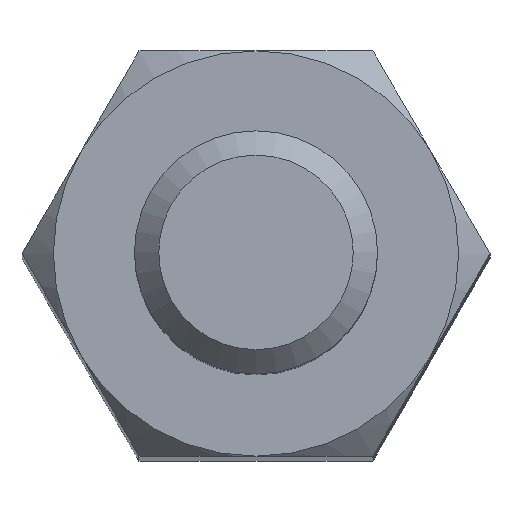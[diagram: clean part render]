
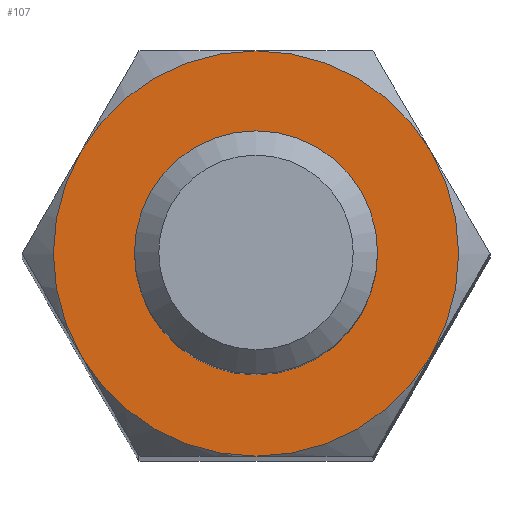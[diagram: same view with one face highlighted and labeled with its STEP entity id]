
A CAD part, top view. The second image highlights one B-rep face of the part: STEP entity #107.
In plain terms, the highlighted planar face has unit normal (0, 0, 1).
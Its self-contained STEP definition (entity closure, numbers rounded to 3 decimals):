
#107 = ADVANCED_FACE( '', ( #221, #222 ), #223, .T. );
#221 = FACE_BOUND( '', #333, .T. );
#222 = FACE_OUTER_BOUND( '', #334, .T. );
#223 = PLANE( '', #335 );
#333 = EDGE_LOOP( '', ( #535 ) );
#334 = EDGE_LOOP( '', ( #536, #537, #538, #539, #540, #541 ) );
#335 = AXIS2_PLACEMENT_3D( '', #542, #543, #544 );
#535 = ORIENTED_EDGE( '', *, *, #648, .T. );
#536 = ORIENTED_EDGE( '', *, *, #585, .F. );
#537 = ORIENTED_EDGE( '', *, *, #660, .F. );
#538 = ORIENTED_EDGE( '', *, *, #640, .F. );
#539 = ORIENTED_EDGE( '', *, *, #601, .T. );
#540 = ORIENTED_EDGE( '', *, *, #635, .F. );
#541 = ORIENTED_EDGE( '', *, *, #617, .F. );
#542 = CARTESIAN_POINT( '', ( 0., 0., 0. ) );
#543 = DIRECTION( '', ( 0., 0., 1. ) );
#544 = DIRECTION( '', ( 1., 0., 0. ) );
#585 = EDGE_CURVE( '', #671, #668, #673, .F. );
#601 = EDGE_CURVE( '', #694, #697, #699, .T. );
#617 = EDGE_CURVE( '', #668, #719, #723, .F. );
#635 = EDGE_CURVE( '', #719, #697, #747, .F. );
#640 = EDGE_CURVE( '', #694, #754, #755, .F. );
#648 = EDGE_CURVE( '', #764, #764, #765, .F. );
#660 = EDGE_CURVE( '', #754, #671, #778, .F. );
#668 = VERTEX_POINT( '', #787 );
#671 = VERTEX_POINT( '', #795 );
#673 = CIRCLE( '', #804, 2.5 );
#694 = VERTEX_POINT( '', #861 );
#697 = VERTEX_POINT( '', #871 );
#699 = CIRCLE( '', #880, 2.5 );
#719 = VERTEX_POINT( '', #926 );
#723 = CIRCLE( '', #942, 2.5 );
#747 = CIRCLE( '', #998, 2.5 );
#754 = VERTEX_POINT( '', #1005 );
#755 = CIRCLE( '', #1006, 2.5 );
#764 = VERTEX_POINT( '', #1021 );
#765 = CIRCLE( '', #1022, 1.3 );
#778 = CIRCLE( '', #1047, 2.5 );
#787 = CARTESIAN_POINT( '', ( 0., -2.5, 0. ) );
#795 = CARTESIAN_POINT( '', ( 2.165, -1.25, 0. ) );
#804 = AXIS2_PLACEMENT_3D( '', #1055, #1056, #1057 );
#861 = CARTESIAN_POINT( '', ( 0., 2.5, 0. ) );
#871 = CARTESIAN_POINT( '', ( -2.165, 1.25, 0. ) );
#880 = AXIS2_PLACEMENT_3D( '', #1067, #1068, #1069 );
#926 = CARTESIAN_POINT( '', ( -2.165, -1.25, 0. ) );
#942 = AXIS2_PLACEMENT_3D( '', #1081, #1082, #1083 );
#998 = AXIS2_PLACEMENT_3D( '', #1096, #1097, #1098 );
#1005 = CARTESIAN_POINT( '', ( 2.165, 1.25, 0. ) );
#1006 = AXIS2_PLACEMENT_3D( '', #1105, #1106, #1107 );
#1021 = CARTESIAN_POINT( '', ( 1.3, 0., 0. ) );
#1022 = AXIS2_PLACEMENT_3D( '', #1112, #1113, #1114 );
#1047 = AXIS2_PLACEMENT_3D( '', #1124, #1125, #1126 );
#1055 = CARTESIAN_POINT( '', ( 0., 0., 0. ) );
#1056 = DIRECTION( '', ( 0., 0., 1. ) );
#1057 = DIRECTION( '', ( 1., 0., 0. ) );
#1067 = CARTESIAN_POINT( '', ( 0., 0., 0. ) );
#1068 = DIRECTION( '', ( 0., 0., 1. ) );
#1069 = DIRECTION( '', ( 1., 0., 0. ) );
#1081 = CARTESIAN_POINT( '', ( 0., 0., 0. ) );
#1082 = DIRECTION( '', ( 0., 0., 1. ) );
#1083 = DIRECTION( '', ( 1., 0., 0. ) );
#1096 = CARTESIAN_POINT( '', ( 0., 0., 0. ) );
#1097 = DIRECTION( '', ( 0., 0., 1. ) );
#1098 = DIRECTION( '', ( 1., 0., 0. ) );
#1105 = CARTESIAN_POINT( '', ( 0., 0., 0. ) );
#1106 = DIRECTION( '', ( 0., 0., 1. ) );
#1107 = DIRECTION( '', ( 1., 0., 0. ) );
#1112 = CARTESIAN_POINT( '', ( 0., 0., 0. ) );
#1113 = DIRECTION( '', ( 0., 0., 1. ) );
#1114 = DIRECTION( '', ( 1., 0., 0. ) );
#1124 = CARTESIAN_POINT( '', ( 0., 0., 0. ) );
#1125 = DIRECTION( '', ( 0., 0., 1. ) );
#1126 = DIRECTION( '', ( 1., 0., 0. ) );
